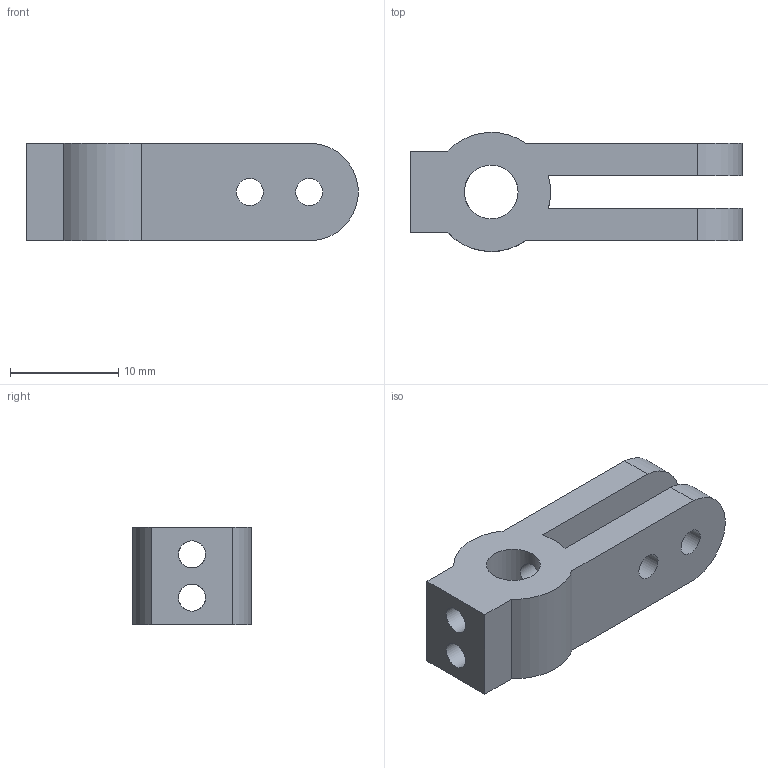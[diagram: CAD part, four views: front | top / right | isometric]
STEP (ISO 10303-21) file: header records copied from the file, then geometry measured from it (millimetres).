
FILE_DESCRIPTION(('FreeCAD Model'),'2;1');
FILE_NAME( 'rod-arm.step', '2019-09-14T11:56:55',('Author'),(''), 'Open CASCADE STEP processor 7.2','FreeCAD','Unknown');
FILE_SCHEMA(('AUTOMOTIVE_DESIGN { 1 0 10303 214 1 1 1 1 }'));
Length unit declared in the file: millimetre
Products named in the file (1): Body
Bounding box: 30.66 x 11 x 9 mm (x, y, z)
Volume: 1667.3 mm3; surface area: 1676.7 mm2
Topology: 1 solids, 1 shells, 27 faces, 85 edges, 58 vertices
Faces by surface type: cylinder 16, plane 11
Full cylindrical faces by diameter (mm): 2.5 x8, 4.96 x1
Entity records: 3925 total; most frequent: CARTESIAN_POINT 2261, DIRECTION 285, ORIENTED_EDGE 170, PCURVE 170, DEFINITIONAL_REPRESENTATION 170, LINE 161, VECTOR 161, EDGE_CURVE 85
